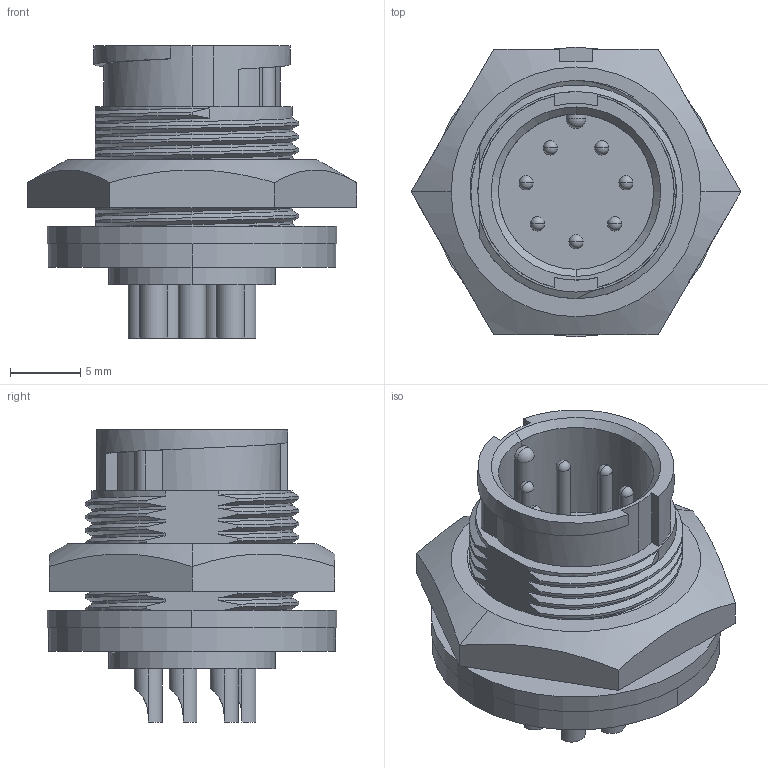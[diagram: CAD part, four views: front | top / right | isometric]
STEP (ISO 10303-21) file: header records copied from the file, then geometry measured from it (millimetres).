
FILE_DESCRIPTION (( 'STEP AP203' ), '1' );
FILE_NAME ('7282-7PG-300.STEP', '2015-11-13T19:18:39', ( '' ), ( '' ), 'SwSTEP 2.0', 'SolidWorks 2014', '' );
FILE_SCHEMA (( 'CONFIG_CONTROL_DESIGN' ));
Length unit declared in the file: inch
Products named in the file (1): 7282-7PG-300
Bounding box: 23.46 x 20.62 x 20.8 mm (x, y, z)
Volume: 2994.1 mm3; surface area: 3036.7 mm2
Topology: 2 solids, 2 shells, 193 faces, 514 edges, 329 vertices
Faces by surface type: cylinder 101, plane 48, bspline 24, sphere 16, cone 4
Entity records: 12273 total; most frequent: CARTESIAN_POINT 8014, ORIENTED_EDGE 964, DIRECTION 762, EDGE_CURVE 482, VERTEX_POINT 313, AXIS2_PLACEMENT_3D 283, EDGE_LOOP 215, VECTOR 196
